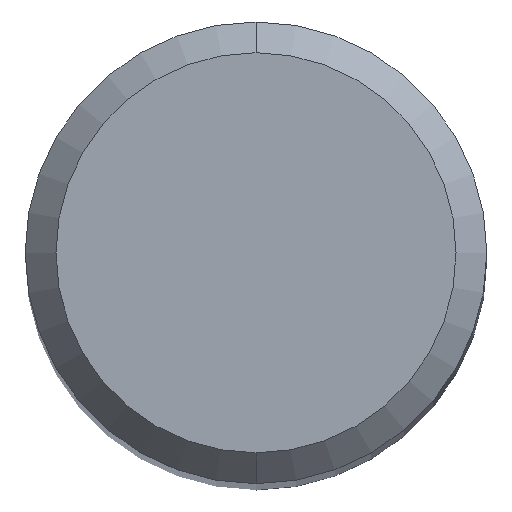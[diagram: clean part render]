
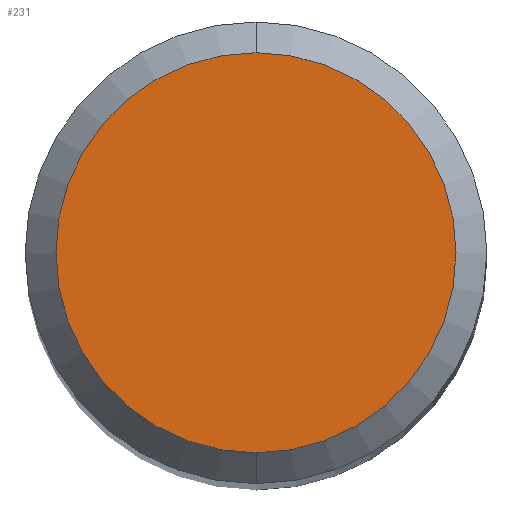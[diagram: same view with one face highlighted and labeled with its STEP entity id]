
A CAD part, top view. The second image highlights one B-rep face of the part: STEP entity #231.
In plain terms, the highlighted planar face has unit normal (0, 0, 1).
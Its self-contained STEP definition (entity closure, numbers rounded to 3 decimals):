
#195=EDGE_CURVE('',#299,#263,#407,.T.);
#231=ADVANCED_FACE('',(#449),#450,.T.);
#245=EDGE_CURVE('',#263,#299,#467,.T.);
#263=VERTEX_POINT('',#489);
#299=VERTEX_POINT('',#527);
#407=CIRCLE('',#647,2.6);
#449=FACE_OUTER_BOUND('',#700,.T.);
#450=PLANE('',#701);
#467=CIRCLE('',#723,2.6);
#489=CARTESIAN_POINT('',(0.,-2.6,0.0));
#527=CARTESIAN_POINT('',(0.0,2.6,0.0));
#647=AXIS2_PLACEMENT_3D('',#919,#920,#921);
#700=EDGE_LOOP('',(#978,#979));
#701=AXIS2_PLACEMENT_3D('',#980,#981,#982);
#723=AXIS2_PLACEMENT_3D('',#1009,#1010,#1011);
#919=CARTESIAN_POINT('',(0.0,0.0,0.0));
#920=DIRECTION('',(0.0,0.0,-1.0));
#921=DIRECTION('',(0.0,1.0,0.0));
#978=ORIENTED_EDGE('',*,*,#195,.F.);
#979=ORIENTED_EDGE('',*,*,#245,.F.);
#980=CARTESIAN_POINT('',(0.0,1.3,0.0));
#981=DIRECTION('',(-0.0,0.0,1.0));
#982=DIRECTION('',(0.0,-1.0,0.0));
#1009=CARTESIAN_POINT('',(0.0,0.0,0.0));
#1010=DIRECTION('',(0.0,0.0,-1.0));
#1011=DIRECTION('',(0.0,1.0,0.0));
